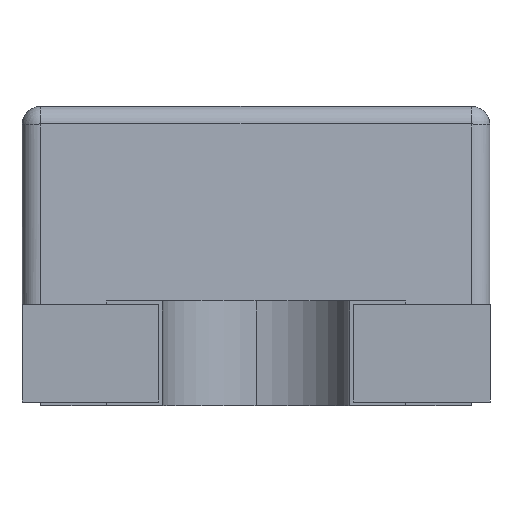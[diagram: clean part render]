
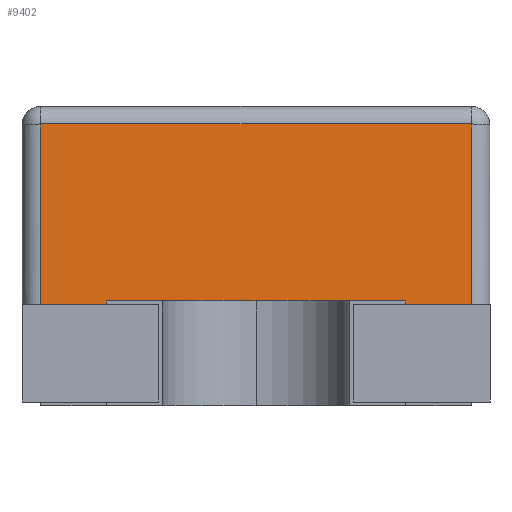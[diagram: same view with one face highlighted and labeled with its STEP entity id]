
A CAD part, left-side view. The second image highlights one B-rep face of the part: STEP entity #9402.
In plain terms, the highlighted planar face has unit normal (-0.999, 0, 0.052).
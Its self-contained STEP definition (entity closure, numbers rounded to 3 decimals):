
#211 = CARTESIAN_POINT ( 'NONE',  ( -0.65, -0.625, 0.27 ) ) ;
#328 = ORIENTED_EDGE ( 'NONE', *, *, #7888, .F. ) ;
#427 = VERTEX_POINT ( 'NONE', #5624 ) ;
#531 = CARTESIAN_POINT ( 'NONE',  ( -0.625, 0.575, 0.753 ) ) ;
#955 = LINE ( 'NONE', #4250, #11750 ) ;
#1980 = EDGE_CURVE ( 'NONE', #12848, #7951, #11274, .T. ) ;
#2219 = CARTESIAN_POINT ( 'NONE',  ( -0.625, 0.625, 0.753 ) ) ;
#2376 = CARTESIAN_POINT ( 'NONE',  ( -0.625, -0.575, 0.753 ) ) ;
#2424 = ORIENTED_EDGE ( 'NONE', *, *, #4948, .F. ) ;
#2555 = EDGE_LOOP ( 'NONE', ( #328, #2424, #5845, #3726, #4779, #9820, #9771, #7522 ) ) ;
#2903 = VECTOR ( 'NONE', #5665, 1000. ) ;
#2929 = DIRECTION ( 'NONE',  ( -0.052, 0., -0.999 ) ) ;
#3726 = ORIENTED_EDGE ( 'NONE', *, *, #1980, .T. ) ;
#3758 = CARTESIAN_POINT ( 'NONE',  ( -0.65, -0.267, 0.27 ) ) ;
#4250 = CARTESIAN_POINT ( 'NONE',  ( -0.65, -0.625, 0.27 ) ) ;
#4301 = CARTESIAN_POINT ( 'NONE',  ( -0.65, -0.625, 0.27 ) ) ;
#4364 = VECTOR ( 'NONE', #8769, 1000. ) ;
#4697 = VECTOR ( 'NONE', #14171, 1000. ) ;
#4779 = ORIENTED_EDGE ( 'NONE', *, *, #5461, .T. ) ;
#4796 = CARTESIAN_POINT ( 'NONE',  ( -0.65, -0.267, 0.27 ) ) ;
#4948 = EDGE_CURVE ( 'NONE', #6161, #5378, #5411, .T. ) ;
#5136 = PLANE ( 'NONE',  #11127 ) ;
#5163 = CARTESIAN_POINT ( 'NONE',  ( -0.65, 0.267, 0.27 ) ) ;
#5378 = VERTEX_POINT ( 'NONE', #11424 ) ;
#5411 = LINE ( 'NONE', #4301, #11305 ) ;
#5461 = EDGE_CURVE ( 'NONE', #7951, #11150, #7791, .T. ) ;
#5574 = EDGE_CURVE ( 'NONE', #13664, #7676, #5772, .T. ) ;
#5581 = CARTESIAN_POINT ( 'NONE',  ( -0.65, 0.267, 0.27 ) ) ;
#5624 = CARTESIAN_POINT ( 'NONE',  ( -0.65, 0.267, 0.27 ) ) ;
#5665 = DIRECTION ( 'NONE',  ( 0.052, 0., 0.999 ) ) ;
#5772 = LINE ( 'NONE', #211, #9158 ) ;
#5845 = ORIENTED_EDGE ( 'NONE', *, *, #7519, .T. ) ;
#5906 = CARTESIAN_POINT ( 'NONE',  ( -0.65, 0.575, 0.27 ) ) ;
#5947 = CARTESIAN_POINT ( 'NONE',  ( -0.65, -0.267, 0.27 ) ) ;
#6161 = VERTEX_POINT ( 'NONE', #11713 ) ;
#6320 = CARTESIAN_POINT ( 'NONE',  ( -0.65, 0.267, 0.27 ) ) ;
#6545 = CARTESIAN_POINT ( 'NONE',  ( -0.65, 0.267, 0.27 ) ) ;
#6788 = CARTESIAN_POINT ( 'NONE',  ( -0.622, -0.575, 0.8 ) ) ;
#7519 = EDGE_CURVE ( 'NONE', #6161, #12848, #7912, .T. ) ;
#7522 = ORIENTED_EDGE ( 'NONE', *, *, #5574, .T. ) ;
#7676 = VERTEX_POINT ( 'NONE', #12077 ) ;
#7791 = LINE ( 'NONE', #9711, #4697 ) ;
#7888 = EDGE_CURVE ( 'NONE', #5378, #7676, #14049, .T. ) ;
#7912 = LINE ( 'NONE', #6788, #2903 ) ;
#7951 = VERTEX_POINT ( 'NONE', #531 ) ;
#8179 = B_SPLINE_CURVE_WITH_KNOTS ( 'NONE', 3,
 ( #6320, #14185, #6545, #5163 ),
 .UNSPECIFIED., .F., .F.,
 ( 4, 4 ),
 ( 2.491, 2.491 ),
 .UNSPECIFIED. ) ;
#8367 = EDGE_CURVE ( 'NONE', #11150, #427, #955, .T. ) ;
#8669 = DIRECTION ( 'NONE',  ( 0., -1., 0. ) ) ;
#8769 = DIRECTION ( 'NONE',  ( 0., 1., 0. ) ) ;
#8802 = DIRECTION ( 'NONE',  ( 0., 1., 0. ) ) ;
#9158 = VECTOR ( 'NONE', #14089, 1000. ) ;
#9402 = ADVANCED_FACE ( 'NONE', ( #11751 ), #5136, .T. ) ;
#9622 = CARTESIAN_POINT ( 'NONE',  ( -0.65, -0.625, 0.27 ) ) ;
#9711 = CARTESIAN_POINT ( 'NONE',  ( -0.65, 0.575, 0.27 ) ) ;
#9771 = ORIENTED_EDGE ( 'NONE', *, *, #14233, .F. ) ;
#9820 = ORIENTED_EDGE ( 'NONE', *, *, #8367, .T. ) ;
#10406 = CARTESIAN_POINT ( 'NONE',  ( -0.65, -0.267, 0.27 ) ) ;
#11127 = AXIS2_PLACEMENT_3D ( 'NONE', #9622, #14093, #2929 ) ;
#11150 = VERTEX_POINT ( 'NONE', #5906 ) ;
#11274 = LINE ( 'NONE', #2219, #4364 ) ;
#11305 = VECTOR ( 'NONE', #8802, 1000. ) ;
#11424 = CARTESIAN_POINT ( 'NONE',  ( -0.65, -0.267, 0.27 ) ) ;
#11713 = CARTESIAN_POINT ( 'NONE',  ( -0.65, -0.575, 0.27 ) ) ;
#11750 = VECTOR ( 'NONE', #8669, 1000. ) ;
#11751 = FACE_OUTER_BOUND ( 'NONE', #2555, .T. ) ;
#12077 = CARTESIAN_POINT ( 'NONE',  ( -0.65, -0.267, 0.27 ) ) ;
#12848 = VERTEX_POINT ( 'NONE', #2376 ) ;
#13664 = VERTEX_POINT ( 'NONE', #5581 ) ;
#14049 = B_SPLINE_CURVE_WITH_KNOTS ( 'NONE', 3,
 ( #3758, #10406, #4796, #5947 ),
 .UNSPECIFIED., .F., .F.,
 ( 4, 4 ),
 ( 3.793, 3.793 ),
 .UNSPECIFIED. ) ;
#14089 = DIRECTION ( 'NONE',  ( 0., -1., 0. ) ) ;
#14093 = DIRECTION ( 'NONE',  ( -0.999, 0., 0.052 ) ) ;
#14171 = DIRECTION ( 'NONE',  ( -0.052, 0., -0.999 ) ) ;
#14185 = CARTESIAN_POINT ( 'NONE',  ( -0.65, 0.267, 0.27 ) ) ;
#14233 = EDGE_CURVE ( 'NONE', #13664, #427, #8179, .T. ) ;
